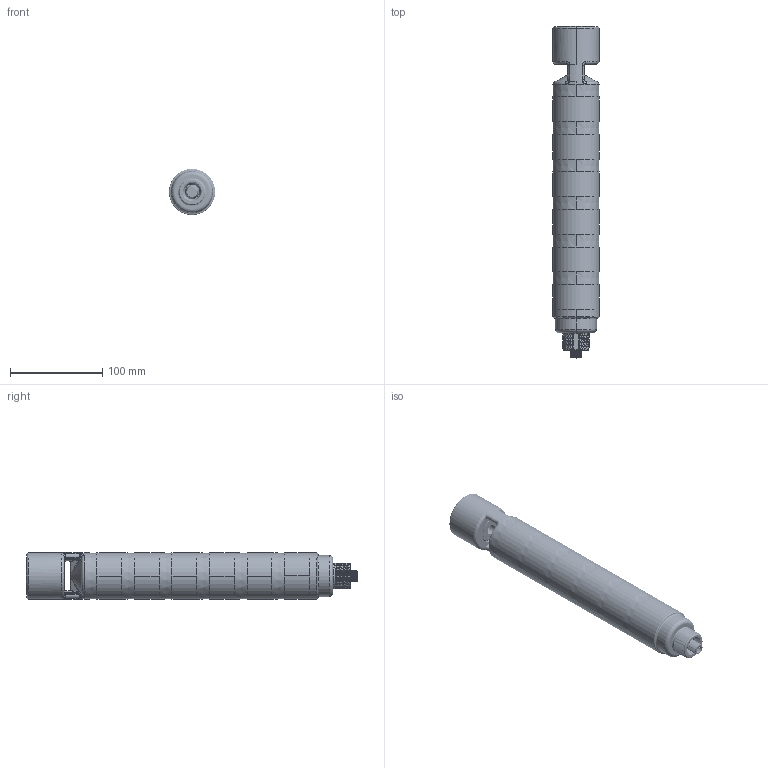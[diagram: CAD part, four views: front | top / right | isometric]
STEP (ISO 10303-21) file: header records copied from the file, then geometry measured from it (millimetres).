
FILE_DESCRIPTION((''),'2;1');
FILE_NAME('175264_ASM','2013-10-02T',('pdmadmin'),(''),'PRO/ENGINEER BY PARAMETRIC TECHNOLOGY CORPORATION, 2012300','PRO/ENGINEER BY PARAMETRIC TECHNOLOGY CORPORATION, 2012300','');
FILE_SCHEMA(('CONFIG_CONTROL_DESIGN'));
Products named in the file (11): 168245; 168246; 168302; 140412_GENERIC; 140427; 168401; 140427_WEB_MODEL; 140410_GENERIC; 141960; 41089_NO_ORING; 175264_ASM
Assembly tree (19 placements, depth 2):
  175264_ASM
    168245
    168246
    168302
    140412_GENERIC  x6
    140427  x5
    168401
    140427_WEB_MODEL
    140410_GENERIC
    141960
    41089_NO_ORING
Bounding box: 50 x 360.02 x 50 mm (x, y, z)
Volume: 216489.3 mm3; surface area: 204089.2 mm2
Topology: 19 solids, 19 shells, 2940 faces, 7819 edges, 5066 vertices
Faces by surface type: plane 1302, cylinder 657, bspline 643, cone 240, torus 96, sphere 2
Entity records: 88597 total; most frequent: CARTESIAN_POINT 63024, ORIENTED_EDGE 5846, DIRECTION 4447, EDGE_CURVE 2923, VERTEX_POINT 1866, AXIS2_PLACEMENT_3D 1697, EDGE_LOOP 1221, FACE_OUTER_BOUND 1139
